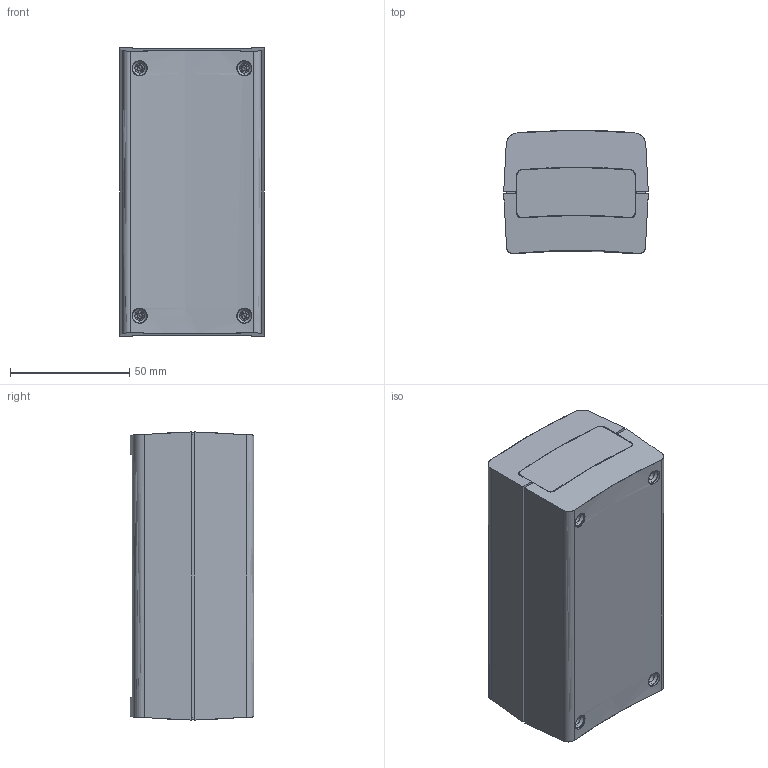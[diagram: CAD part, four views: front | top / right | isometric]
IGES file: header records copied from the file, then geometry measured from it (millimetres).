
Start section: SolidWorks IGES file using analytic representation for surfaces
Global section: file name: Z-99.IGS; native system: SolidWorks 2009; preprocessor: SolidWorks 2009; author: uki; date: 120521.220926; units: millimetre
Bounding box: 60.5 x 51.6 x 120.6 mm (x, y, z)
Surface area: 68047 mm2 (no closed solid volume)
Topology: 0 solids, 0 shells, 289 faces, 4694 edges, 4694 vertices
Faces by surface type: revolution 155, bspline 134
